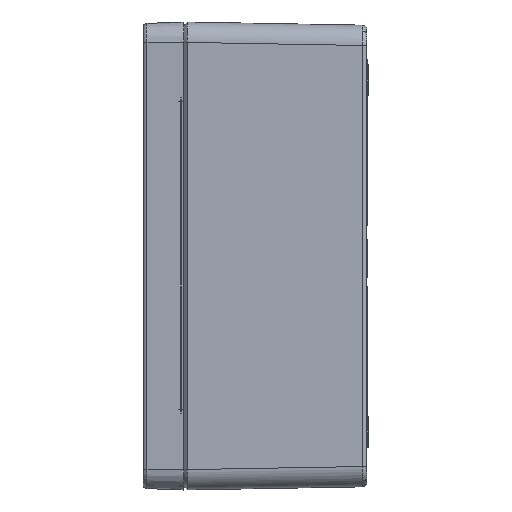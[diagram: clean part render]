
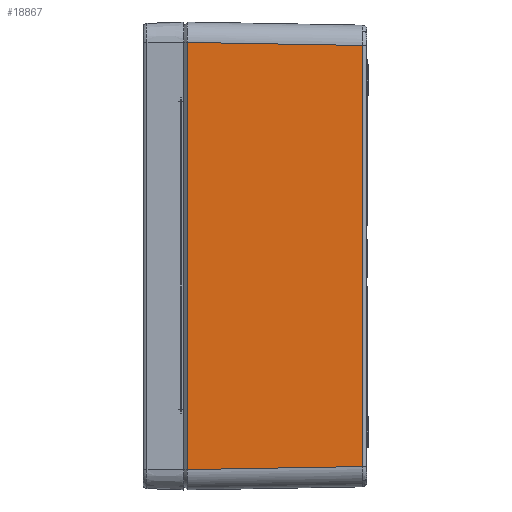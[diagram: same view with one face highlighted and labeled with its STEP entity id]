
A CAD part, left-side view. The second image highlights one B-rep face of the part: STEP entity #18867.
In plain terms, the highlighted planar face has unit normal (-1, -0.018, 0).
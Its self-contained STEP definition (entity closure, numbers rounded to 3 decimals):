
#516=PLANE('',#20771);
#1628=LINE('',#42744,#2938);
#1629=LINE('',#42768,#2939);
#1630=LINE('',#42769,#2940);
#1631=LINE('',#42770,#2941);
#2938=VECTOR('',#24472,1000.);
#2939=VECTOR('',#24475,1000.);
#2940=VECTOR('',#24476,1000.);
#2941=VECTOR('',#24477,1000.);
#5208=FACE_OUTER_BOUND('',#6607,.T.);
#6607=EDGE_LOOP('',(#15383,#15384,#15385,#15386));
#8623=VERTEX_POINT('',#36254);
#9303=VERTEX_POINT('',#42743);
#9304=VERTEX_POINT('',#42766);
#9305=VERTEX_POINT('',#42767);
#11513=EDGE_CURVE('',#8623,#9303,#1628,.T.);
#11516=EDGE_CURVE('',#9304,#9305,#1629,.T.);
#11517=EDGE_CURVE('',#9305,#8623,#1630,.T.);
#11518=EDGE_CURVE('',#9303,#9304,#1631,.T.);
#15383=ORIENTED_EDGE('',*,*,#11516,.T.);
#15384=ORIENTED_EDGE('',*,*,#11517,.T.);
#15385=ORIENTED_EDGE('',*,*,#11513,.T.);
#15386=ORIENTED_EDGE('',*,*,#11518,.T.);
#18867=ADVANCED_FACE('',(#5208),#516,.T.);
#20771=AXIS2_PLACEMENT_3D('',#42765,#24473,#24474);
#24472=DIRECTION('',(-0.017,1.,0.017));
#24473=DIRECTION('center_axis',(-1.,-0.017,
0.));
#24474=DIRECTION('ref_axis',(0.017,-1.,0.));
#24475=DIRECTION('',(0.017,-1.,0.017));
#24476=DIRECTION('',(0.,0.,1.));
#24477=DIRECTION('',(0.,0.,-1.));
#36254=CARTESIAN_POINT('',(-198.463,-88.035,103.465));
#42743=CARTESIAN_POINT('',(-199.969,-1.787,104.97));
#42744=CARTESIAN_POINT('',(-199.933,-3.838,104.935));
#42765=CARTESIAN_POINT('Origin',(-200.,0.,-115.));
#42766=CARTESIAN_POINT('',(-199.969,-1.787,-104.97));
#42767=CARTESIAN_POINT('',(-198.463,-88.035,-103.465));
#42768=CARTESIAN_POINT('',(-200.003,0.174,-105.005));
#42769=CARTESIAN_POINT('',(-198.463,-88.035,103.431));
#42770=CARTESIAN_POINT('',(-199.969,-1.787,-115.));
